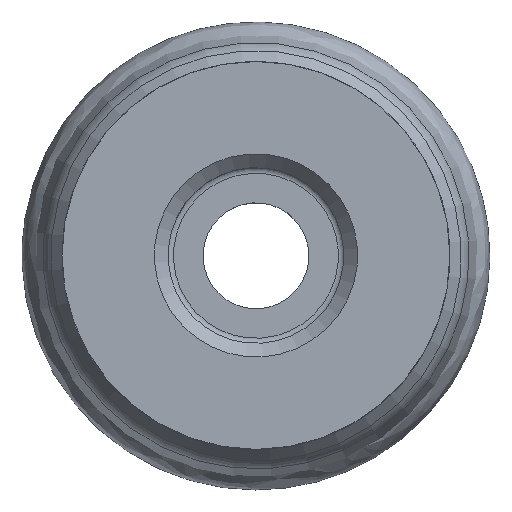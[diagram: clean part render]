
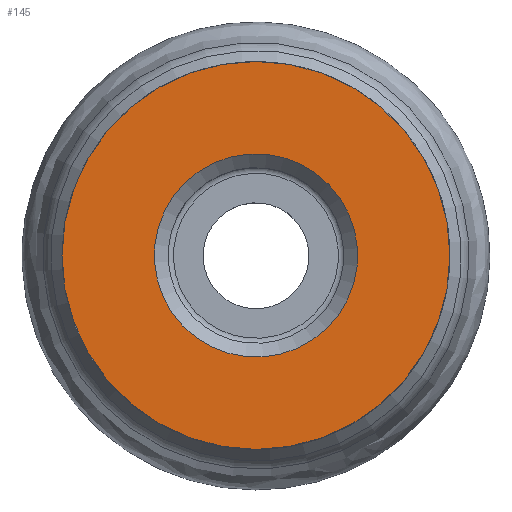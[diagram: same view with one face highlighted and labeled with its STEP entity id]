
A CAD part, top view. The second image highlights one B-rep face of the part: STEP entity #145.
In plain terms, the highlighted planar face has unit normal (0, 0, 1).
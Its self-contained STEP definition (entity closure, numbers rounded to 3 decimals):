
#106=PLANE('',#550);
#145=ADVANCED_FACE('CU_BCK',(#199,#200),#106,.T.);
#199=FACE_BOUND('',#250,.T.);
#200=FACE_BOUND('',#251,.T.);
#250=EDGE_LOOP('',(#300));
#251=EDGE_LOOP('',(#301));
#300=ORIENTED_EDGE('',*,*,#331,.F.);
#301=ORIENTED_EDGE('',*,*,#343,.F.);
#305=VERTEX_POINT('',#711);
#317=VERTEX_POINT('',#747);
#331=EDGE_CURVE('',#305,#305,#356,.T.);
#343=EDGE_CURVE('',#317,#317,#368,.T.);
#356=CIRCLE('',#503,21.05);
#368=CIRCLE('',#527,11.03);
#503=AXIS2_PLACEMENT_3D('',#710,#579,#580);
#527=AXIS2_PLACEMENT_3D('',#746,#627,#628);
#550=AXIS2_PLACEMENT_3D('',#781,#673,#674);
#579=DIRECTION('',(0.,0.,-1.));
#580=DIRECTION('',(0.,-1.,0.));
#627=DIRECTION('',(0.,0.,1.));
#628=DIRECTION('',(-0.242,0.97,0.));
#673=DIRECTION('',(0.,0.,1.));
#674=DIRECTION('',(-0.242,0.97,0.));
#710=CARTESIAN_POINT('',(0.,0.,0.));
#711=CARTESIAN_POINT('',(0.,-21.05,0.));
#746=CARTESIAN_POINT('',(0.,0.,0.));
#747=CARTESIAN_POINT('',(-2.668,10.703,0.));
#781=CARTESIAN_POINT('',(-21.05,0.,0.));
